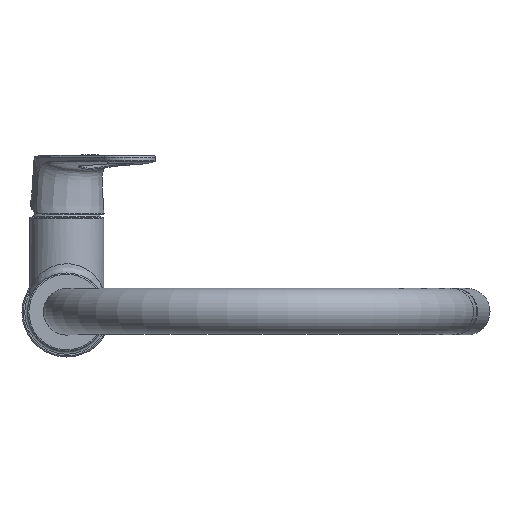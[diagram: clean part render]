
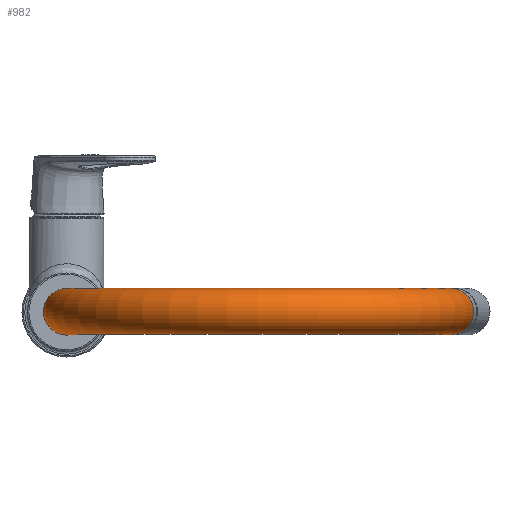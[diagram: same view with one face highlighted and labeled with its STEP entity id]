
A CAD part, top view. The second image highlights one B-rep face of the part: STEP entity #982.
In plain terms, the highlighted toroidal (fillet/blend) face has major radius 104 mm and minor radius 12.4 mm.
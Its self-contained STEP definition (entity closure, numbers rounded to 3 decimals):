
#233=ORIENTED_EDGE('',*,*,#490,.F.);
#234=ORIENTED_EDGE('',*,*,#491,.T.);
#490=EDGE_CURVE('',#649,#649,#771,.F.);
#491=EDGE_CURVE('',#650,#650,#772,.F.);
#649=VERTEX_POINT('',#2932);
#650=VERTEX_POINT('',#2935);
#771=CIRCLE('',#1135,12.4);
#772=CIRCLE('',#1137,12.4);
#825=EDGE_LOOP('',(#233));
#826=EDGE_LOOP('',(#234));
#905=FACE_BOUND('',#825,.T.);
#906=FACE_BOUND('',#826,.T.);
#965=TOROIDAL_SURFACE('',#1136,104.,12.4);
#982=ADVANCED_FACE('',(#905,#906),#965,.T.);
#1135=AXIS2_PLACEMENT_3D('',#2931,#1234,#1235);
#1136=AXIS2_PLACEMENT_3D('',#2933,#1236,#1237);
#1137=AXIS2_PLACEMENT_3D('',#2934,#1238,#1239);
#1234=DIRECTION('',(-0.174,0.,0.985));
#1235=DIRECTION('',(-0.985,0.,-0.174));
#1236=DIRECTION('',(0.,1.,0.));
#1237=DIRECTION('',(0.,0.,1.));
#1238=DIRECTION('',(0.,0.,-1.));
#1239=DIRECTION('',(1.,0.,0.));
#2931=CARTESIAN_POINT('',(206.42,0.,245.536));
#2932=CARTESIAN_POINT('',(194.208,0.,243.382));
#2933=CARTESIAN_POINT('',(104.,0.,227.476));
#2934=CARTESIAN_POINT('',(0.,0.,227.476));
#2935=CARTESIAN_POINT('',(12.4,0.,227.476));
